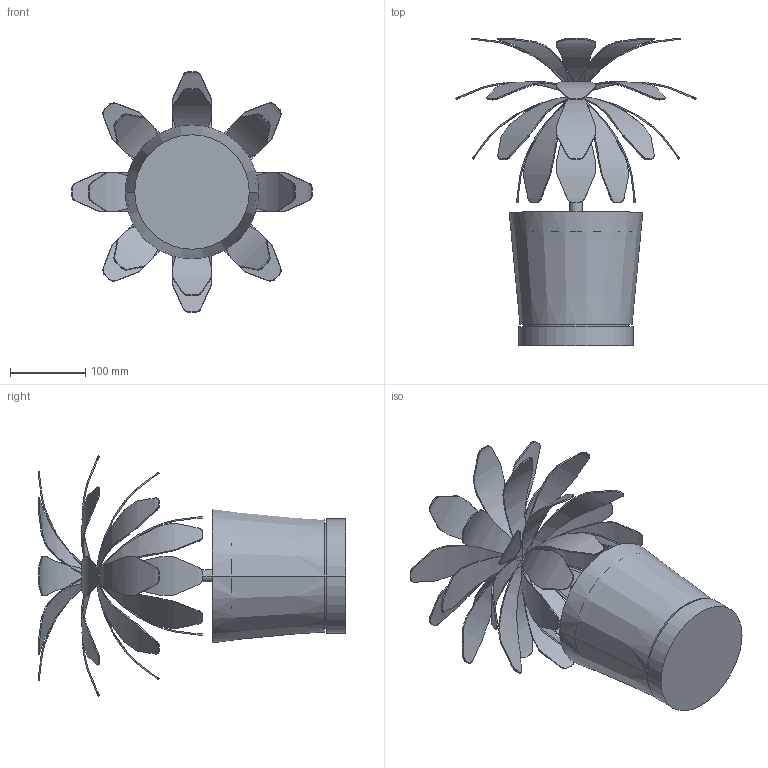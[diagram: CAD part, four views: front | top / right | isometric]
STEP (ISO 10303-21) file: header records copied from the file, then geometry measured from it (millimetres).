
FILE_DESCRIPTION (( 'STEP AP203' ), '1' );
FILE_NAME ('plant.STEP', '2011-05-27T20:06:24', ( '' ), ( '' ), 'SwSTEP 2.0', 'SolidWorks 2010', '' );
FILE_SCHEMA (( 'CONFIG_CONTROL_DESIGN' ));
Length unit declared in the file: inch
Products named in the file (1): plant
Bounding box: 320.67 x 408.9 x 320.67 mm (x, y, z)
Volume: 3373137.7 mm3; surface area: 538400 mm2
Topology: 34 solids, 34 shells, 529 faces, 1374 edges, 916 vertices
Faces by surface type: plane 263, cylinder 260, cone 6
Entity records: 18421 total; most frequent: CARTESIAN_POINT 6788, ORIENTED_EDGE 2748, DIRECTION 1942, EDGE_CURVE 1374, VERTEX_POINT 916, AXIS2_PLACEMENT_3D 678, LINE 586, VECTOR 586
